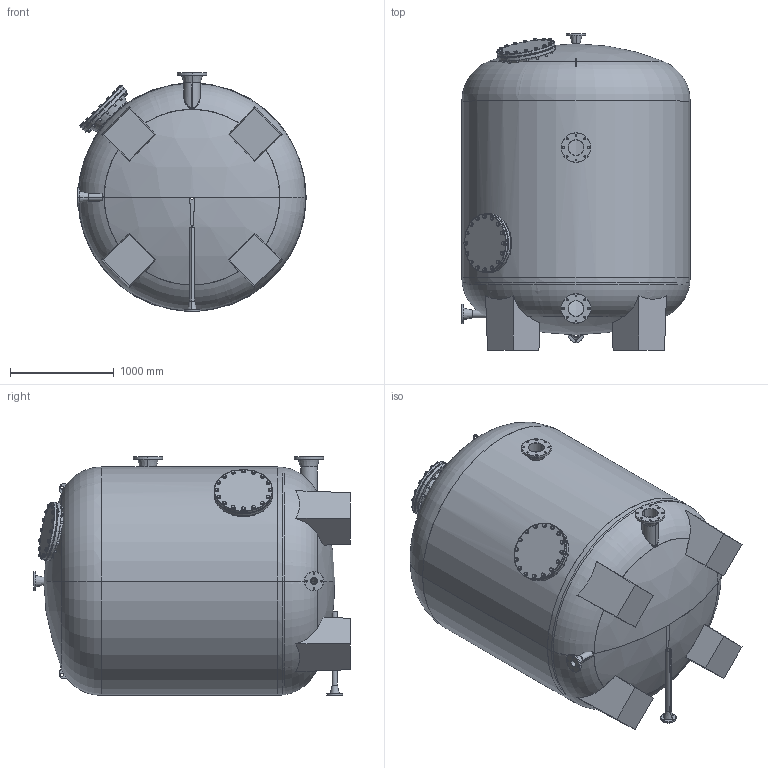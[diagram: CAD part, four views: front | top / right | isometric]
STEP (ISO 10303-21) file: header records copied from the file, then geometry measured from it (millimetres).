
FILE_DESCRIPTION (( 'STEP AP214' ), '1' );
FILE_NAME ('ind_atlantic_220_sb1200.STEP', '2020-12-03T11:07:01', ( '' ), ( '' ), 'SwSTEP 2.0', 'SolidWorks 2019', '' );
FILE_SCHEMA (( 'AUTOMOTIVE_DESIGN' ));
Length unit declared in the file: millimetre
Products named in the file (1): ind_atlantic_220_sb1200
Bounding box: 2200 x 3050 x 2300 mm (x, y, z)
Volume: 309275763.8 mm3; surface area: 57955108.1 mm2
Topology: 81 solids, 81 shells, 1277 faces, 2872 edges, 1792 vertices
Faces by surface type: cylinder 458, plane 436, cone 304, torus 55, bspline 16, sphere 8
Entity records: 56425 total; most frequent: CARTESIAN_POINT 12346, DIRECTION 6306, ORIENTED_EDGE 5728, EDGE_CURVE 2864, AXIS2_PLACEMENT_3D 2652, VERTEX_POINT 1788, EDGE_LOOP 1608, CIRCLE 1390
